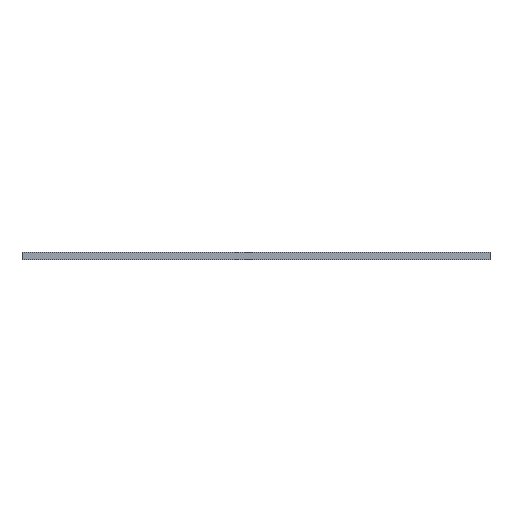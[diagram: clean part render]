
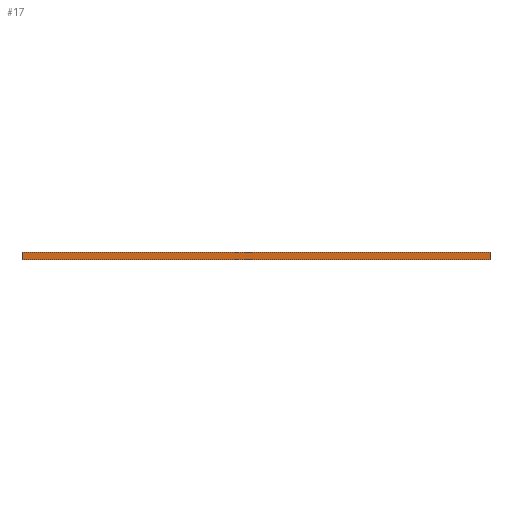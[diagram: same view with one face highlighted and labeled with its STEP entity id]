
A CAD part, left-side view. The second image highlights one B-rep face of the part: STEP entity #17.
In plain terms, the highlighted planar face has unit normal (-1, 0, 0).
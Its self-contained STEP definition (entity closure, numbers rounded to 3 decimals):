
#17=ADVANCED_FACE('',(#71),#635,.T.);
#71=FACE_OUTER_BOUND('',#125,.T.);
#125=EDGE_LOOP('',(#221,#222,#223,#224));
#221=ORIENTED_EDGE('',*,*,#353,.T.);
#222=ORIENTED_EDGE('',*,*,#357,.T.);
#223=ORIENTED_EDGE('',*,*,#349,.F.);
#224=ORIENTED_EDGE('',*,*,#358,.F.);
#349=EDGE_CURVE('',#541,#544,#529,.T.);
#353=EDGE_CURVE('',#545,#548,#533,.T.);
#357=EDGE_CURVE('',#548,#544,#537,.T.);
#358=EDGE_CURVE('',#545,#541,#538,.T.);
#529=B_SPLINE_CURVE_WITH_KNOTS('',1,(#995,#996),.UNSPECIFIED.,.F.,.F.,(2,
2),(-19.52,-14.64),.UNSPECIFIED.);
#533=B_SPLINE_CURVE_WITH_KNOTS('',1,(#1003,#1004),.UNSPECIFIED.,.F.,.F.,
(2,2),(-19.52,-14.64),.UNSPECIFIED.);
#537=B_SPLINE_CURVE_WITH_KNOTS('',1,(#1011,#1012),.UNSPECIFIED.,.F.,.F.,
(2,2),(0.,2.),.UNSPECIFIED.);
#538=B_SPLINE_CURVE_WITH_KNOTS('',1,(#1013,#1014),.UNSPECIFIED.,.F.,.F.,
(2,2),(0.,2.),.UNSPECIFIED.);
#541=VERTEX_POINT('',#931);
#544=VERTEX_POINT('',#934);
#545=VERTEX_POINT('',#935);
#548=VERTEX_POINT('',#938);
#635=PLANE('',#661);
#661=AXIS2_PLACEMENT_3D('',#679,#670,$);
#670=DIRECTION('',(-1.,0.,0.));
#679=CARTESIAN_POINT('',(-34.361,-407.159,0.));
#931=CARTESIAN_POINT('',(-34.361,-407.159,-2.));
#934=CARTESIAN_POINT('',(-34.361,-283.207,-2.));
#935=CARTESIAN_POINT('',(-34.361,-407.159,0.));
#938=CARTESIAN_POINT('',(-34.361,-283.207,0.));
#995=CARTESIAN_POINT('',(-34.361,-407.159,-2.));
#996=CARTESIAN_POINT('',(-34.361,-283.207,-2.));
#1003=CARTESIAN_POINT('',(-34.361,-407.159,0.));
#1004=CARTESIAN_POINT('',(-34.361,-283.207,0.));
#1011=CARTESIAN_POINT('',(-34.361,-283.207,0.));
#1012=CARTESIAN_POINT('',(-34.361,-283.207,-2.));
#1013=CARTESIAN_POINT('',(-34.361,-407.159,0.));
#1014=CARTESIAN_POINT('',(-34.361,-407.159,-2.));
